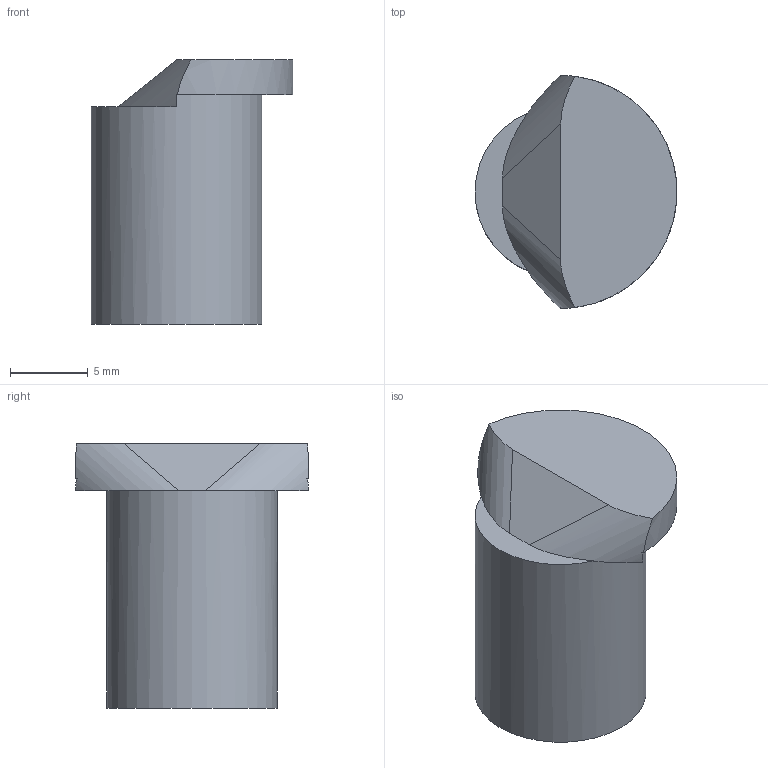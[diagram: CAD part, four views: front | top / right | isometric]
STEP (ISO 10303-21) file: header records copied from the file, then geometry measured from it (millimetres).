
FILE_DESCRIPTION(/* description */ (''),/* implementation_level */ '2;1');
FILE_NAME(/* name */ 'Pin for limit switch holder.step',/* time_stamp */ '2025-07-22T18:02:28+03:00',/* author */ (''),/* organization */ (''),/* preprocessor_version */ 'ST-DEVELOPER v20.1',/* originating_system */ 'Autodesk Translation Framework v14.10.0.0',/* authorisation */ '');
FILE_SCHEMA (('AUTOMOTIVE_DESIGN { 1 0 10303 214 3 1 1 }'));
Length unit declared in the file: millimetre
Products named in the file (1): tappi
Bounding box: 13 x 15 x 17 mm (x, y, z)
Volume: 1624.5 mm3; surface area: 855.3 mm2
Topology: 1 solids, 1 shells, 15 faces, 37 edges, 24 vertices
Faces by surface type: plane 11, cylinder 4
Full cylindrical faces by diameter (mm): 11 x1
Entity records: 494 total; most frequent: CARTESIAN_POINT 89, DIRECTION 85, ORIENTED_EDGE 74, EDGE_CURVE 37, AXIS2_PLACEMENT_3D 34, VERTEX_POINT 24, LINE 17, VECTOR 17
